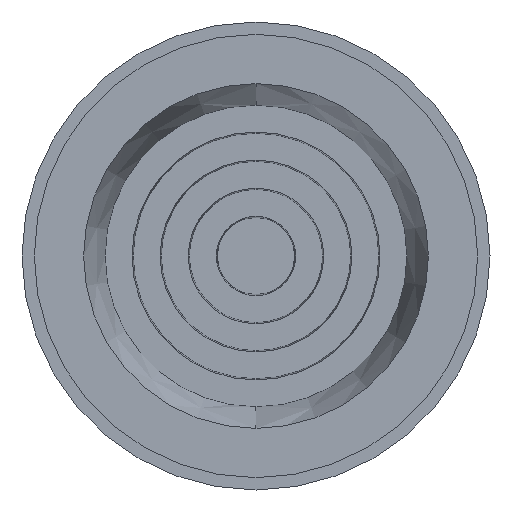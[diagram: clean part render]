
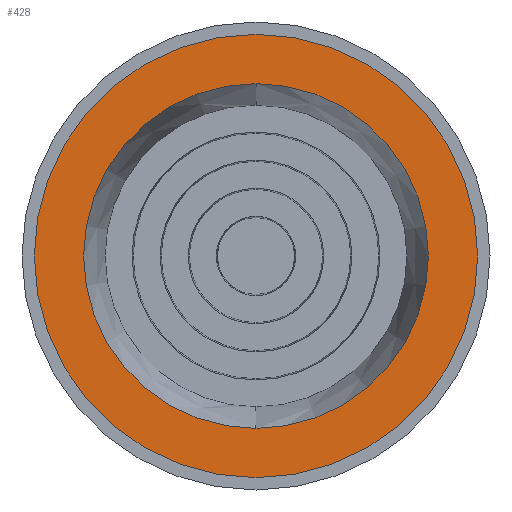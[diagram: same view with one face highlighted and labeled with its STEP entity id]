
A CAD part, left-side view. The second image highlights one B-rep face of the part: STEP entity #428.
In plain terms, the highlighted planar face has unit normal (-1, 0, 0).
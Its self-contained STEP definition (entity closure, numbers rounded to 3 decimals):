
#4 = FACE_OUTER_BOUND ( 'NONE', #27, .T. ) ;
#27 = EDGE_LOOP ( 'NONE', ( #725, #253 ) ) ;
#81 = ORIENTED_EDGE ( 'NONE', *, *, #841, .F. ) ;
#82 = DIRECTION ( 'NONE',  ( -1., 0., 0. ) ) ;
#99 = DIRECTION ( 'NONE',  ( 0., 1., 0. ) ) ;
#105 = EDGE_CURVE ( 'NONE', #616, #460, #598, .T. ) ;
#169 = AXIS2_PLACEMENT_3D ( 'NONE', #612, #82, #704 ) ;
#222 = CARTESIAN_POINT ( 'NONE',  ( -10.5, -18., 0. ) ) ;
#237 = EDGE_LOOP ( 'NONE', ( #957, #81 ) ) ;
#253 = ORIENTED_EDGE ( 'NONE', *, *, #105, .F. ) ;
#309 = CIRCLE ( 'NONE', #883, 18. ) ;
#315 = DIRECTION ( 'NONE',  ( -1., 0., 0. ) ) ;
#357 = DIRECTION ( 'NONE',  ( -1., 0., 0. ) ) ;
#405 = AXIS2_PLACEMENT_3D ( 'NONE', #890, #357, #998 ) ;
#428 = ADVANCED_FACE ( 'NONE', ( #4, #1159 ), #1166, .T. ) ;
#441 = CARTESIAN_POINT ( 'NONE',  ( -10.5, 0., -14. ) ) ;
#460 = VERTEX_POINT ( 'NONE', #983 ) ;
#475 = VERTEX_POINT ( 'NONE', #441 ) ;
#516 = CARTESIAN_POINT ( 'NONE',  ( -10.5, 0., 0. ) ) ;
#537 = AXIS2_PLACEMENT_3D ( 'NONE', #516, #1147, #600 ) ;
#598 = CIRCLE ( 'NONE', #537, 18. ) ;
#599 = EDGE_CURVE ( 'NONE', #1050, #475, #815, .T. ) ;
#600 = DIRECTION ( 'NONE',  ( 0., 1., 0. ) ) ;
#612 = CARTESIAN_POINT ( 'NONE',  ( -10.5, 18., 0. ) ) ;
#616 = VERTEX_POINT ( 'NONE', #222 ) ;
#621 = DIRECTION ( 'NONE',  ( 1., 0., 0. ) ) ;
#704 = DIRECTION ( 'NONE',  ( 0., -1., 0. ) ) ;
#725 = ORIENTED_EDGE ( 'NONE', *, *, #869, .F. ) ;
#753 = CIRCLE ( 'NONE', #405, 14. ) ;
#815 = CIRCLE ( 'NONE', #942, 14. ) ;
#841 = EDGE_CURVE ( 'NONE', #475, #1050, #753, .T. ) ;
#842 = CARTESIAN_POINT ( 'NONE',  ( -10.5, 0., 0. ) ) ;
#869 = EDGE_CURVE ( 'NONE', #460, #616, #309, .T. ) ;
#883 = AXIS2_PLACEMENT_3D ( 'NONE', #1180, #621, #99 ) ;
#890 = CARTESIAN_POINT ( 'NONE',  ( -10.5, 0., 0. ) ) ;
#902 = CARTESIAN_POINT ( 'NONE',  ( -10.5, 0., 14. ) ) ;
#937 = DIRECTION ( 'NONE',  ( 0., 0., 1. ) ) ;
#942 = AXIS2_PLACEMENT_3D ( 'NONE', #842, #315, #937 ) ;
#957 = ORIENTED_EDGE ( 'NONE', *, *, #599, .F. ) ;
#983 = CARTESIAN_POINT ( 'NONE',  ( -10.5, 18., 0. ) ) ;
#998 = DIRECTION ( 'NONE',  ( 0., 0., 1. ) ) ;
#1050 = VERTEX_POINT ( 'NONE', #902 ) ;
#1147 = DIRECTION ( 'NONE',  ( 1., 0., 0. ) ) ;
#1159 = FACE_BOUND ( 'NONE', #237, .T. ) ;
#1166 = PLANE ( 'NONE',  #169 ) ;
#1180 = CARTESIAN_POINT ( 'NONE',  ( -10.5, 0., 0. ) ) ;
